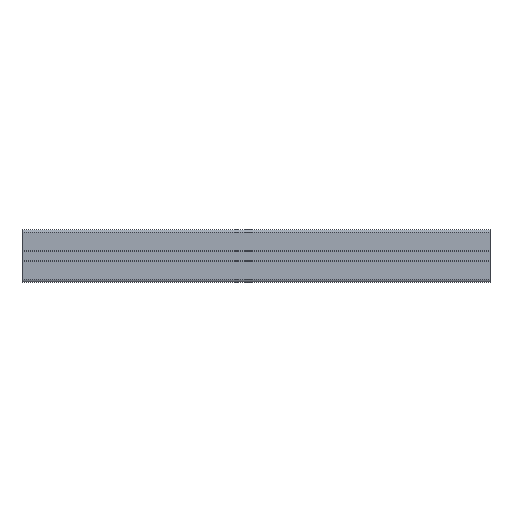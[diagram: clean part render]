
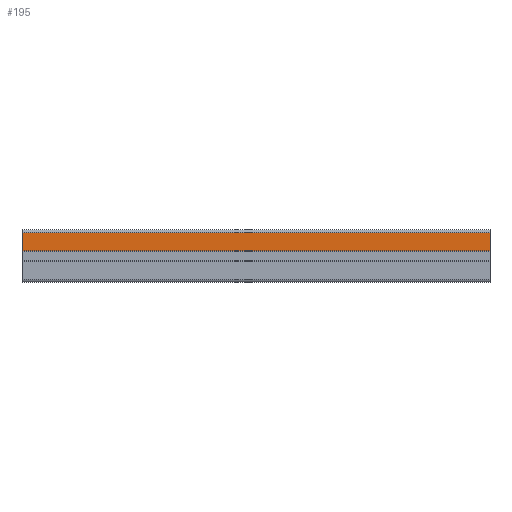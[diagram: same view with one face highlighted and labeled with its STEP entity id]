
A CAD part, left-side view. The second image highlights one B-rep face of the part: STEP entity #195.
In plain terms, the highlighted planar face has unit normal (-1, 0, 0).
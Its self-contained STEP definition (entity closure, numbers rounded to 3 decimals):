
#195=ADVANCED_FACE('',(#510),#511,.T.);
#510=FACE_OUTER_BOUND('',#942,.T.);
#511=PLANE('',#943);
#942=EDGE_LOOP('',(#1575,#1576,#1577,#1578));
#943=AXIS2_PLACEMENT_3D('',#1579,#1580,#1581);
#1575=ORIENTED_EDGE('',*,*,#2685,.T.);
#1576=ORIENTED_EDGE('',*,*,#2867,.T.);
#1577=ORIENTED_EDGE('',*,*,#2868,.F.);
#1578=ORIENTED_EDGE('',*,*,#2809,.T.);
#1579=CARTESIAN_POINT('',(0.0,400.0,22.5));
#1580=DIRECTION('',(-1.0,0.0,0.0));
#1581=DIRECTION('',(0.0,0.0,-1.0));
#2685=EDGE_CURVE('',#3234,#3231,#3235,.T.);
#2809=EDGE_CURVE('',#3452,#3234,#3453,.T.);
#2867=EDGE_CURVE('',#3231,#3566,#3567,.T.);
#2868=EDGE_CURVE('',#3452,#3566,#3568,.T.);
#3231=VERTEX_POINT('',#4050);
#3234=VERTEX_POINT('',#4053);
#3235=LINE('',#4054,#4055);
#3452=VERTEX_POINT('',#4333);
#3453=LINE('',#4334,#4335);
#3566=VERTEX_POINT('',#4482);
#3567=LINE('',#4483,#4484);
#3568=LINE('',#4485,#4486);
#4050=CARTESIAN_POINT('',(0.0,0.0,26.9));
#4053=CARTESIAN_POINT('',(0.0,400.0,26.9));
#4054=CARTESIAN_POINT('',(0.0,400.0,26.9));
#4055=VECTOR('',#5151,1.0);
#4333=CARTESIAN_POINT('',(0.0,400.0,42.5));
#4334=CARTESIAN_POINT('',(0.0,400.0,42.5));
#4335=VECTOR('',#5354,1.0);
#4482=CARTESIAN_POINT('',(0.0,0.0,42.5));
#4483=CARTESIAN_POINT('',(0.0,0.0,42.5));
#4484=VECTOR('',#5455,1.0);
#4485=CARTESIAN_POINT('',(0.0,400.0,42.5));
#4486=VECTOR('',#5456,1.0);
#5151=DIRECTION('',(0.0,-1.0,0.0));
#5354=DIRECTION('',(0.0,0.0,-1.0));
#5455=DIRECTION('',(-0.0,0.0,1.0));
#5456=DIRECTION('',(0.0,-1.0,0.0));
